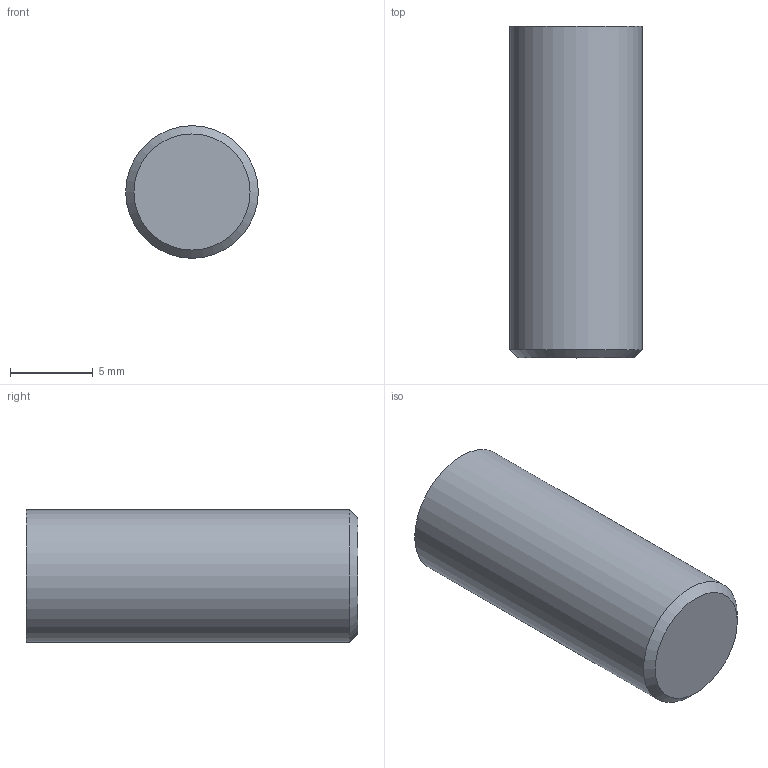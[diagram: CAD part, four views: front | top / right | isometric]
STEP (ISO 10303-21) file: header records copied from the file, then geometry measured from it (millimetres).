
FILE_DESCRIPTION(/* description */ ('','CAx-IF Rec.Pracs.---Representation and Presentation of Product Manufacturing Information (PMI)---4.0---2014-10-13'),/* implementation_level */ '2;1');
FILE_NAME(/* name */ 'GM16102.stp',/* time_stamp */ '2020-09-03T10:09:46+02:00',/* author */ ('tm'),/* organization */ (''),/* preprocessor_version */ 'ST-DEVELOPER v17.2',/* originating_system */ 'Autodesk Inventor 2019',/* authorisation */ '');
FILE_SCHEMA (('AP242_MANAGED_MODEL_BASED_3D_ENGINEERING_MIM_LF { 1 0 10303 442 1 1 4 }'));
Length unit declared in the file: millimetre
Products named in the file (4): GM16102; E0133422; E0133421; E0133420
Assembly tree (3 placements, depth 2):
  GM16102
    E0133422
    E0133421
    E0133420
Bounding box: 8 x 20 x 8 mm (x, y, z)
Volume: 1002.3 mm3; surface area: 1326 mm2
Topology: 3 solids, 3 shells, 45 faces, 112 edges, 76 vertices
Faces by surface type: plane 23, bspline 16, cylinder 5, cone 1
Full cylindrical faces by diameter (mm): 6 x2, 7 x2, 8 x1
Entity records: 1651 total; most frequent: CARTESIAN_POINT 491, ORIENTED_EDGE 214, DIRECTION 168, EDGE_CURVE 107, VERTEX_POINT 71, LINE 64, VECTOR 64, AXIS2_PLACEMENT_3D 52
